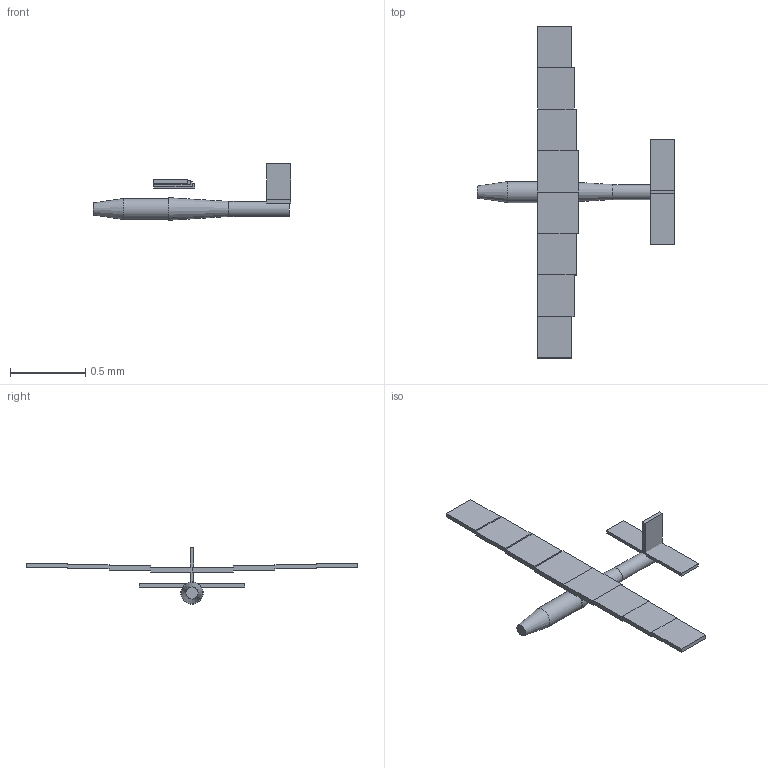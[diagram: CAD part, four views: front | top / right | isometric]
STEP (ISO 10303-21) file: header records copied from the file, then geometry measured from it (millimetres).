
FILE_DESCRIPTION(('Open CASCADE Model'),'2;1');
FILE_NAME('Open CASCADE Shape Model','2026-01-08T00:28:54',('Author'),( 'Open CASCADE'),'Open CASCADE STEP processor 7.8','Open CASCADE 7.8' ,'Unknown');
FILE_SCHEMA(('AUTOMOTIVE_DESIGN { 1 0 10303 214 1 1 1 1 }'));
Length unit declared in the file: millimetre
Products named in the file (6): Open CASCADE STEP translator 7.8 1; Open CASCADE STEP translator 7.8 1.1; Open CASCADE STEP translator 7.8 1.2; Open CASCADE STEP translator 7.8 1.3; Open CASCADE STEP translator 7.8 1.4; Open CASCADE STEP translator 7.8 1.5
Assembly tree (5 placements, depth 2):
  Open CASCADE STEP translator 7.8 1
    Open CASCADE STEP translator 7.8 1.1
    Open CASCADE STEP translator 7.8 1.2
    Open CASCADE STEP translator 7.8 1.3
    Open CASCADE STEP translator 7.8 1.4
    Open CASCADE STEP translator 7.8 1.5
Bounding box: 1.31 x 2.2 x 0.38 mm (x, y, z)
Volume: 0 mm3; surface area: 2.2 mm2
Topology: 5 solids, 5 shells, 61 faces, 142 edges, 92 vertices
Faces by surface type: plane 57, cone 2, cylinder 2
Full cylindrical faces by diameter (mm): 0.1 x1, 0.14 x1
Entity records: 3634 total; most frequent: CARTESIAN_POINT 587, DIRECTION 564, LINE 414, VECTOR 414, ORIENTED_EDGE 284, PCURVE 284, DEFINITIONAL_REPRESENTATION 284, EDGE_CURVE 142
